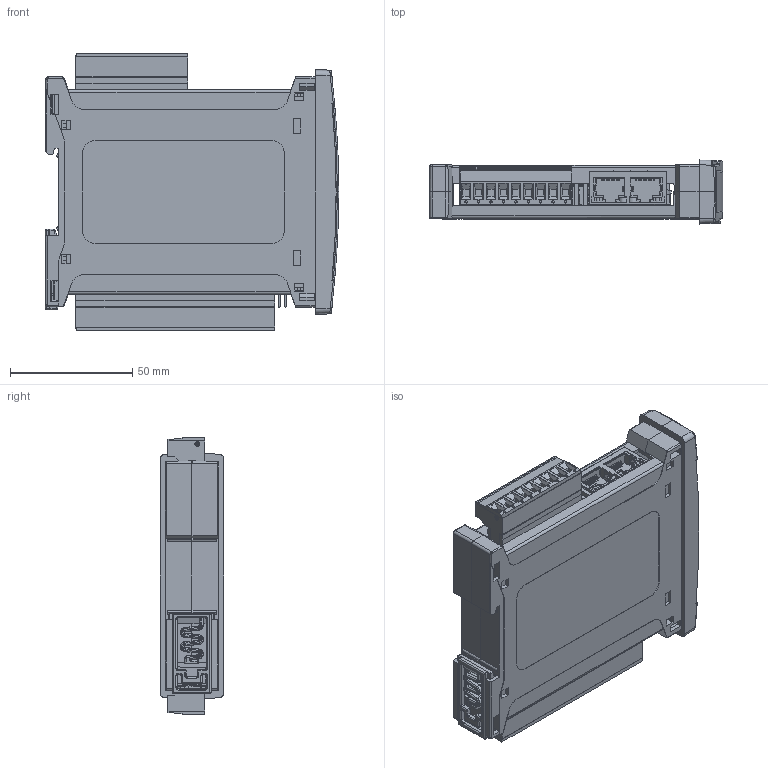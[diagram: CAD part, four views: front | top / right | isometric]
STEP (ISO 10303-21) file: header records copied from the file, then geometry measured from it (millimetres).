
FILE_DESCRIPTION (( 'STEP AP214' ), '1' );
FILE_NAME ('TLB4ETHEIP.STEP', '2024-11-05T14:34:17', ( '' ), ( '' ), 'SwSTEP 2.0', 'SolidWorks 2021', '' );
FILE_SCHEMA (( 'AUTOMOTIVE_DESIGN' ));
Length unit declared in the file: inch
Products named in the file (1): TLB4ETHEIP
Bounding box: 119.85 x 26 x 113.5 mm (x, y, z)
Volume: 97442.8 mm3; surface area: 113305.6 mm2
Topology: 16 solids, 16 shells, 6189 faces, 16421 edges, 10488 vertices
Faces by surface type: plane 3876, cylinder 1679, bspline 350, cone 284
Entity records: 202607 total; most frequent: CARTESIAN_POINT 51672, ORIENTED_EDGE 32812, DIRECTION 29414, EDGE_CURVE 16406, LINE 11196, VECTOR 11196, VERTEX_POINT 10488, AXIS2_PLACEMENT_3D 9109
